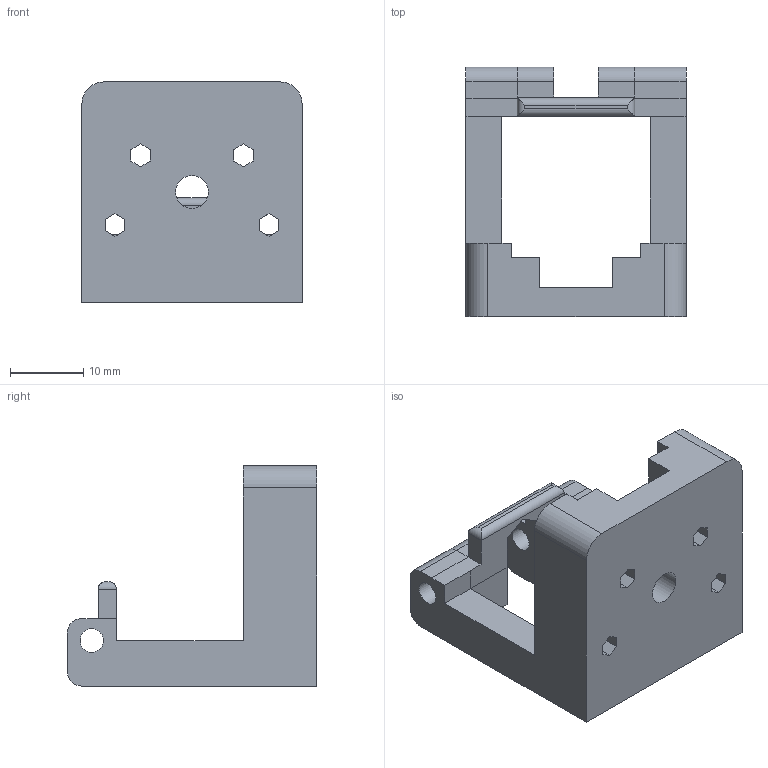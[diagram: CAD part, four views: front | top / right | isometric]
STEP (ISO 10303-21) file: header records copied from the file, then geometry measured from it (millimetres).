
FILE_DESCRIPTION(('FreeCAD Model'),'2;1');
FILE_NAME('Open CASCADE Shape Model','2021-11-04T13:37:57',('Author'),( ''),'Open CASCADE STEP processor 7.4','FreeCAD','Unknown');
FILE_SCHEMA(('AUTOMOTIVE_DESIGN { 1 0 10303 214 1 1 1 1 }'));
Length unit declared in the file: millimetre
Products named in the file (1): Fillet002
Bounding box: 30 x 34 x 30 mm (x, y, z)
Volume: 8835.8 mm3; surface area: 5484.6 mm2
Topology: 1 solids, 1 shells, 91 faces, 253 edges, 160 vertices
Faces by surface type: plane 73, cylinder 18
Full cylindrical faces by diameter (mm): 3.2 x2, 4.5 x1
Entity records: 6192 total; most frequent: CARTESIAN_POINT 1235, DIRECTION 869, LINE 607, VECTOR 607, ORIENTED_EDGE 506, PCURVE 506, DEFINITIONAL_REPRESENTATION 506, EDGE_CURVE 253
